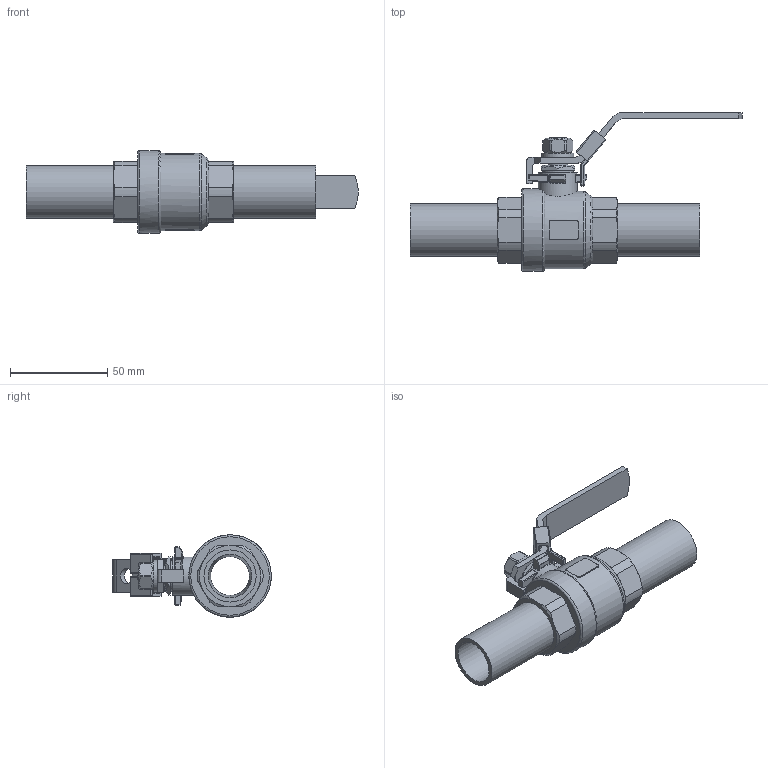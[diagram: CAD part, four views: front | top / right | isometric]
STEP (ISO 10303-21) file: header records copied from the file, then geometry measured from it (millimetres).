
FILE_DESCRIPTION(/* description */ ('Unknown'),/* implementation_level */ '2;1');
FILE_NAME(/* name */ 'R-621-SL-D-BW-DN20',/* time_stamp */ '2024-04-15T17:20:49+08:00',/* author */ ('Unknown'),/* organization */ ('Unknown'),/* preprocessor_version */ 'ST-DEVELOPER v16.7',/* originating_system */ 'DEX',/* authorisation */ $);
FILE_SCHEMA (('AUTOMOTIVE_DESIGN {1 0 10303 214 3 1 1}'));
Length unit declared in the file: millimetre
Products named in the file (2): R-621-SL-D-BW-DN20; V-2C-EB DN20
Assembly tree (1 placements, depth 2):
  R-621-SL-D-BW-DN20
    V-2C-EB DN20
Bounding box: 171.13 x 81.75 x 42.5 mm (x, y, z)
Volume: 76425.9 mm3; surface area: 35423.5 mm2
Topology: 1 solids, 1 shells, 387 faces, 982 edges, 586 vertices
Faces by surface type: cylinder 161, plane 135, torus 32, sphere 21, cone 20, bspline 18
Full cylindrical faces by diameter (mm): 8 x1, 10 x1, 10.5 x1, 15.8 x1, 20 x2, 22.5 x2, 26.9 x2, 40 x1, 42.5 x1
Entity records: 11972 total; most frequent: CARTESIAN_POINT 2841, DIRECTION 1949, ORIENTED_EDGE 1872, EDGE_CURVE 936, AXIS2_PLACEMENT_3D 760, VERTEX_POINT 574, LINE 429, VECTOR 429
